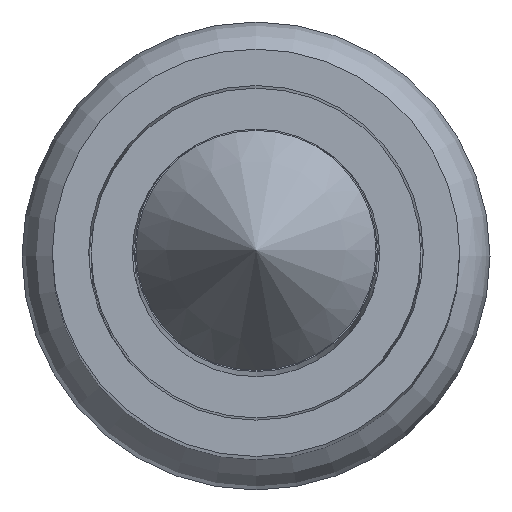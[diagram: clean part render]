
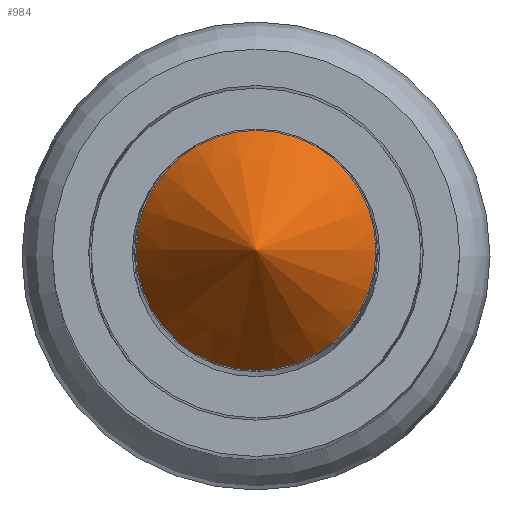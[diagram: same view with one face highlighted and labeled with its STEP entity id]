
A CAD part, top view. The second image highlights one B-rep face of the part: STEP entity #984.
In plain terms, the highlighted conical face has half-angle 35.264 degrees and reference radius 0.495 mm.
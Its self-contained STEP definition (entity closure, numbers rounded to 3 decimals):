
#883 = PLANE('',#884);
#884 = AXIS2_PLACEMENT_3D('',#885,#886,#887);
#885 = CARTESIAN_POINT('',(0.,0.,31.35));
#886 = DIRECTION('',(0.,0.,1.));
#887 = DIRECTION('',(1.,0.,0.));
#952 = EDGE_CURVE('',#953,#953,#955,.T.);
#953 = VERTEX_POINT('',#954);
#954 = CARTESIAN_POINT('',(0.495,0.,31.35));
#955 = SURFACE_CURVE('',#956,(#961,#968),.PCURVE_S1.);
#956 = CIRCLE('',#957,0.495);
#957 = AXIS2_PLACEMENT_3D('',#958,#959,#960);
#958 = CARTESIAN_POINT('',(0.,0.,31.35));
#959 = DIRECTION('',(0.,0.,1.));
#960 = DIRECTION('',(1.,0.,0.));
#961 = PCURVE('',#883,#962);
#962 = DEFINITIONAL_REPRESENTATION('',(#963),#967);
#963 = CIRCLE('',#964,0.495);
#964 = AXIS2_PLACEMENT_2D('',#965,#966);
#965 = CARTESIAN_POINT('',(0.,0.));
#966 = DIRECTION('',(1.,0.));
#967 = ( GEOMETRIC_REPRESENTATION_CONTEXT(2) 
PARAMETRIC_REPRESENTATION_CONTEXT() REPRESENTATION_CONTEXT('2D SPACE',''
  ) );
#968 = PCURVE('',#969,#974);
#969 = CONICAL_SURFACE('',#970,0.495,0.615);
#970 = AXIS2_PLACEMENT_3D('',#971,#972,#973);
#971 = CARTESIAN_POINT('',(0.,0.,31.35));
#972 = DIRECTION('',(-0.,-0.,-1.));
#973 = DIRECTION('',(1.,0.,0.));
#974 = DEFINITIONAL_REPRESENTATION('',(#975),#979);
#975 = LINE('',#976,#977);
#976 = CARTESIAN_POINT('',(-0.,-0.));
#977 = VECTOR('',#978,1.);
#978 = DIRECTION('',(-1.,-0.));
#979 = ( GEOMETRIC_REPRESENTATION_CONTEXT(2) 
PARAMETRIC_REPRESENTATION_CONTEXT() REPRESENTATION_CONTEXT('2D SPACE',''
  ) );
#984 = ADVANCED_FACE('',(#985),#969,.T.);
#985 = FACE_BOUND('',#986,.T.);
#986 = EDGE_LOOP('',(#987,#1010,#1011));
#987 = ORIENTED_EDGE('',*,*,#988,.F.);
#988 = EDGE_CURVE('',#953,#989,#991,.T.);
#989 = VERTEX_POINT('',#990);
#990 = CARTESIAN_POINT('',(0.,0.,
    32.05));
#991 = SEAM_CURVE('',#992,(#996,#1003),.PCURVE_S1.);
#992 = LINE('',#993,#994);
#993 = CARTESIAN_POINT('',(0.495,0.,31.35));
#994 = VECTOR('',#995,1.);
#995 = DIRECTION('',(-0.577,0.,0.816)
  );
#996 = PCURVE('',#969,#997);
#997 = DEFINITIONAL_REPRESENTATION('',(#998),#1002);
#998 = LINE('',#999,#1000);
#999 = CARTESIAN_POINT('',(-6.283,0.));
#1000 = VECTOR('',#1001,1.);
#1001 = DIRECTION('',(-0.,-1.));
#1002 = ( GEOMETRIC_REPRESENTATION_CONTEXT(2) 
PARAMETRIC_REPRESENTATION_CONTEXT() REPRESENTATION_CONTEXT('2D SPACE',''
  ) );
#1003 = PCURVE('',#969,#1004);
#1004 = DEFINITIONAL_REPRESENTATION('',(#1005),#1009);
#1005 = LINE('',#1006,#1007);
#1006 = CARTESIAN_POINT('',(0.,-0.));
#1007 = VECTOR('',#1008,1.);
#1008 = DIRECTION('',(-0.,-1.));
#1009 = ( GEOMETRIC_REPRESENTATION_CONTEXT(2) 
PARAMETRIC_REPRESENTATION_CONTEXT() REPRESENTATION_CONTEXT('2D SPACE',''
  ) );
#1010 = ORIENTED_EDGE('',*,*,#952,.T.);
#1011 = ORIENTED_EDGE('',*,*,#988,.T.);
